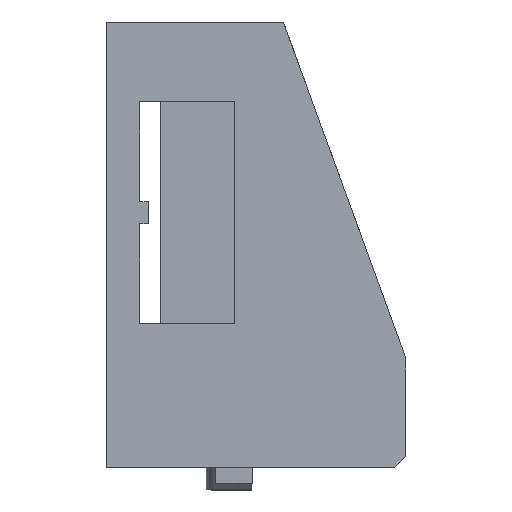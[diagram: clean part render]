
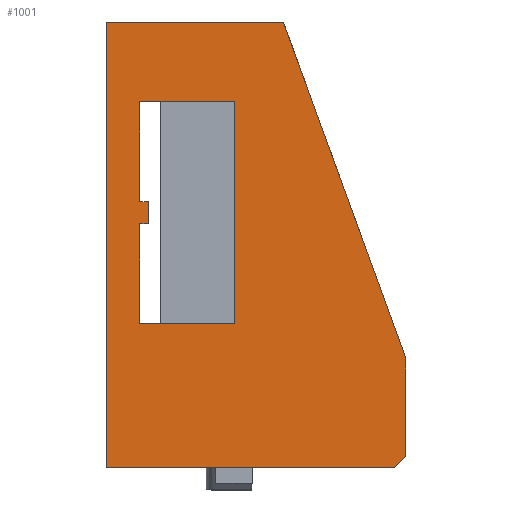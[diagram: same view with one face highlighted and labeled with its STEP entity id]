
A CAD part, top view. The second image highlights one B-rep face of the part: STEP entity #1001.
In plain terms, the highlighted planar face has unit normal (0, 0, 1).
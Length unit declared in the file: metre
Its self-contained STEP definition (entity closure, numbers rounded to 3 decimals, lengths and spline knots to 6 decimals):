
#183=ORIENTED_EDGE('',*,*,#422,.T.);
#184=ORIENTED_EDGE('',*,*,#429,.T.);
#185=ORIENTED_EDGE('',*,*,#428,.T.);
#186=ORIENTED_EDGE('',*,*,#362,.T.);
#187=ORIENTED_EDGE('',*,*,#331,.F.);
#188=ORIENTED_EDGE('',*,*,#345,.T.);
#189=ORIENTED_EDGE('',*,*,#406,.T.);
#190=ORIENTED_EDGE('',*,*,#408,.F.);
#191=ORIENTED_EDGE('',*,*,#371,.T.);
#192=ORIENTED_EDGE('',*,*,#379,.F.);
#193=ORIENTED_EDGE('',*,*,#382,.F.);
#194=ORIENTED_EDGE('',*,*,#412,.F.);
#195=ORIENTED_EDGE('',*,*,#414,.F.);
#196=ORIENTED_EDGE('',*,*,#402,.F.);
#331=EDGE_CURVE('',#473,#474,#567,.T.);
#345=EDGE_CURVE('',#473,#486,#579,.T.);
#362=EDGE_CURVE('',#497,#474,#593,.T.);
#371=EDGE_CURVE('',#505,#504,#598,.T.);
#379=EDGE_CURVE('',#511,#504,#605,.T.);
#382=EDGE_CURVE('',#513,#511,#608,.T.);
#402=EDGE_CURVE('',#529,#530,#628,.T.);
#406=EDGE_CURVE('',#529,#531,#632,.T.);
#408=EDGE_CURVE('',#505,#531,#633,.T.);
#412=EDGE_CURVE('',#532,#513,#635,.T.);
#414=EDGE_CURVE('',#530,#532,#637,.T.);
#422=EDGE_CURVE('',#486,#539,#642,.T.);
#428=EDGE_CURVE('',#542,#497,#648,.T.);
#429=EDGE_CURVE('',#539,#542,#649,.F.);
#473=VERTEX_POINT('',#1404);
#474=VERTEX_POINT('',#1406);
#486=VERTEX_POINT('',#1432);
#497=VERTEX_POINT('',#1466);
#504=VERTEX_POINT('',#1496);
#505=VERTEX_POINT('',#1498);
#511=VERTEX_POINT('',#1513);
#513=VERTEX_POINT('',#1519);
#529=VERTEX_POINT('',#1559);
#530=VERTEX_POINT('',#1561);
#531=VERTEX_POINT('',#1566);
#532=VERTEX_POINT('',#1576);
#539=VERTEX_POINT('',#1595);
#542=VERTEX_POINT('',#1604);
#567=LINE('',#1405,#685);
#579=LINE('',#1433,#697);
#593=LINE('',#1465,#711);
#598=LINE('',#1497,#716);
#605=LINE('',#1514,#723);
#608=LINE('',#1520,#726);
#628=LINE('',#1560,#746);
#632=LINE('',#1567,#750);
#633=LINE('',#1570,#751);
#635=LINE('',#1577,#753);
#637=LINE('',#1580,#755);
#642=LINE('',#1596,#760);
#648=LINE('',#1607,#766);
#649=LINE('',#1609,#767);
#685=VECTOR('',#1129,1.);
#697=VECTOR('',#1147,1.);
#711=VECTOR('',#1177,1.);
#716=VECTOR('',#1192,1.);
#723=VECTOR('',#1205,1.);
#726=VECTOR('',#1210,1.);
#746=VECTOR('',#1238,1.);
#750=VECTOR('',#1244,1.);
#751=VECTOR('',#1249,1.);
#753=VECTOR('',#1259,1.);
#755=VECTOR('',#1263,1.);
#760=VECTOR('',#1276,1.);
#766=VECTOR('',#1284,1.);
#767=VECTOR('',#1287,1.);
#830=EDGE_LOOP('',(#183,#184,#185,#186,#187,#188));
#831=EDGE_LOOP('',(#189,#190,#191,#192,#193,#194,#195,#196));
#896=FACE_BOUND('',#830,.T.);
#897=FACE_BOUND('',#831,.T.);
#953=PLANE('',#1083);
#1001=ADVANCED_FACE('',(#896,#897),#953,.T.);
#1083=AXIS2_PLACEMENT_3D('',#1608,#1285,#1286);
#1129=DIRECTION('',(1.,0.,0.));
#1147=DIRECTION('',(0.,-1.,0.));
#1177=DIRECTION('',(-0.342,0.94,0.));
#1192=DIRECTION('',(1.,0.,0.));
#1205=DIRECTION('',(0.,-1.,0.));
#1210=DIRECTION('',(1.,0.,0.));
#1238=DIRECTION('',(0.,1.,0.));
#1244=DIRECTION('',(-1.,0.,0.));
#1249=DIRECTION('',(0.,-1.,0.));
#1259=DIRECTION('',(0.,-1.,0.));
#1263=DIRECTION('',(-1.,0.,0.));
#1276=DIRECTION('',(1.,0.,0.));
#1284=DIRECTION('',(0.,1.,0.));
#1285=DIRECTION('',(0.,0.,1.));
#1286=DIRECTION('',(1.,0.,0.));
#1287=DIRECTION('',(-0.707,-0.707,0.));
#1404=CARTESIAN_POINT('',(0.,0.041,-0.0285));
#1405=CARTESIAN_POINT('',(0.007986,0.041,-0.0285));
#1406=CARTESIAN_POINT('',(0.015971,0.041,-0.0285));
#1432=CARTESIAN_POINT('',(0.,0.0008,-0.0285));
#1433=CARTESIAN_POINT('',(0.,0.0188,-0.0285));
#1465=CARTESIAN_POINT('',(0.02225,0.023749,-0.0285));
#1466=CARTESIAN_POINT('',(0.027,0.010699,-0.0285));
#1496=CARTESIAN_POINT('',(0.0038,0.022805,-0.0285));
#1497=CARTESIAN_POINT('',(0.0034,0.022805,-0.0285));
#1498=CARTESIAN_POINT('',(0.003,0.022805,-0.0285));
#1513=CARTESIAN_POINT('',(0.0038,0.024805,-0.0285));
#1514=CARTESIAN_POINT('',(0.0038,0.023805,-0.0285));
#1519=CARTESIAN_POINT('',(0.003,0.024805,-0.0285));
#1520=CARTESIAN_POINT('',(0.0034,0.024805,-0.0285));
#1559=CARTESIAN_POINT('',(0.0116,0.013805,-0.0285));
#1560=CARTESIAN_POINT('',(0.0116,0.023805,-0.0285));
#1561=CARTESIAN_POINT('',(0.0116,0.033805,-0.0285));
#1566=CARTESIAN_POINT('',(0.003,0.013805,-0.0285));
#1567=CARTESIAN_POINT('',(0.0034,0.013805,-0.0285));
#1570=CARTESIAN_POINT('',(0.003,0.018305,-0.0285));
#1576=CARTESIAN_POINT('',(0.003,0.033805,-0.0285));
#1577=CARTESIAN_POINT('',(0.003,0.029305,-0.0285));
#1580=CARTESIAN_POINT('',(0.0034,0.033805,-0.0285));
#1595=CARTESIAN_POINT('',(0.026,0.0008,-0.0285));
#1596=CARTESIAN_POINT('',(0.015,0.0008,-0.0285));
#1604=CARTESIAN_POINT('',(0.027,0.0018,-0.0285));
#1607=CARTESIAN_POINT('',(0.027,0.005749,-0.0285));
#1608=CARTESIAN_POINT('',(0.,0.0209,-0.0285));
#1609=CARTESIAN_POINT('',(0.02305,-0.00215,-0.0285));
